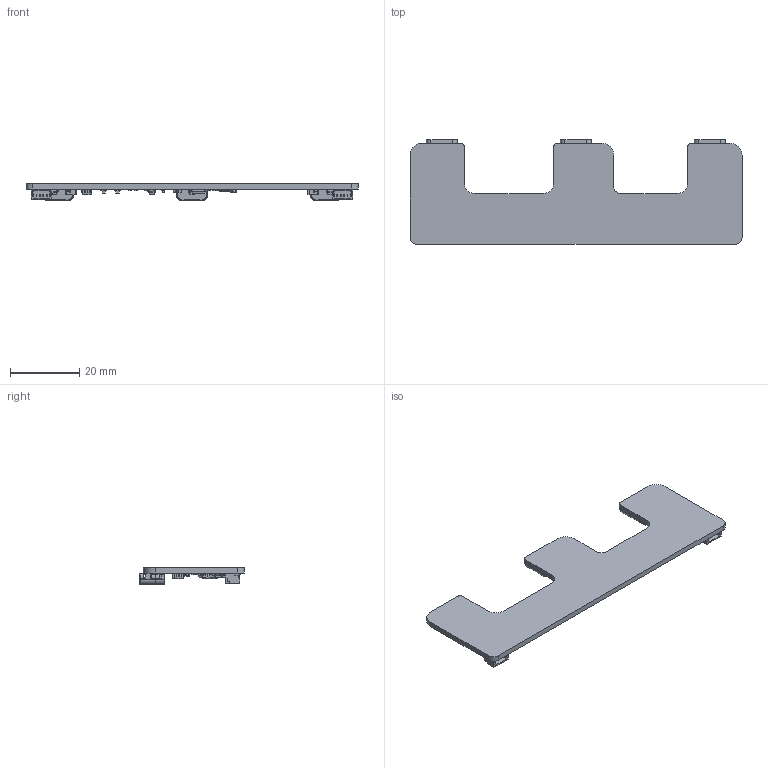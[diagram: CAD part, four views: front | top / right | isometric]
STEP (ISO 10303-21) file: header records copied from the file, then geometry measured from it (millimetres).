
FILE_DESCRIPTION(('KiCad electronic assembly'),'2;1');
FILE_NAME('USB-A-Daughterboard.step','2025-12-05T22:14:28',('Pcbnew'),( 'Kicad'),'Open CASCADE STEP processor 7.7','KiCad to STEP converter' ,'Unknown');
FILE_SCHEMA(('AUTOMOTIVE_DESIGN { 1 0 10303 214 1 1 1 1 }'));
Length unit declared in the file: millimetre
Products named in the file (22): USB-A-Daughterboard 1; R_0603_1608Metric; SOT-23-6; SOT_23_6; SM04B-SRSS-TB; SM04B-SRSS; C_0603_1608Metric; pxc_1332645_00_CUC-USB3-1-J1ST-AH-UCF-SMD_3D; CUC-USB3.1-J1ST-AH_UCF-SMD; C_1206_3216Metric; Fuse_1206_3216Metric; SSOP-28_3.9x9.9mm_P0.635mm; SSOP_28_39x99mm_P0635mm; LED_0603_1608Metric; Crystal_SMD_3225-4Pin_3.2x2.5mm; USB-A-Daughterboard_PCB
Assembly tree (60 placements, depth 3):
  USB-A-Daughterboard 1
    R_0603_1608Metric  x18
      R_0603_1608Metric
    SOT-23-6  x6
      SOT_23_6
    SM04B-SRSS-TB  x2
      SM04B-SRSS
    C_0603_1608Metric  x11
      C_0603_1608Metric
    pxc_1332645_00_CUC-USB3-1-J1ST-AH-UCF-SMD_3D  x3
      CUC-USB3.1-J1ST-AH_UCF-SMD
    C_1206_3216Metric  x2
      C_1206_3216Metric
    Fuse_1206_3216Metric
      Fuse_1206_3216Metric
    SSOP-28_3.9x9.9mm_P0.635mm
      SSOP_28_39x99mm_P0635mm
    LED_0603_1608Metric  x4
      LED_0603_1608Metric
    Crystal_SMD_3225-4Pin_3.2x2.5mm
      Crystal_SMD_3225-4Pin_3.2x2.5mm
    USB-A-Daughterboard_PCB
Bounding box: 96.14 x 30.3 x 4.89 mm (x, y, z)
Volume: 569.8 mm3; surface area: 6885.6 mm2
Topology: 49 solids, 50 shells, 4818 faces, 12998 edges, 8352 vertices
Faces by surface type: plane 3353, cylinder 1149, bspline 238, cone 60, torus 18
Full cylindrical faces by diameter (mm): 0.2 x1
Entity records: 58709 total; most frequent: CARTESIAN_POINT 10081, ORIENTED_EDGE 9000, DIRECTION 8503, EDGE_CURVE 4501, LINE 3579, VECTOR 3579, VERTEX_POINT 2890, AXIS2_PLACEMENT_3D 2462
